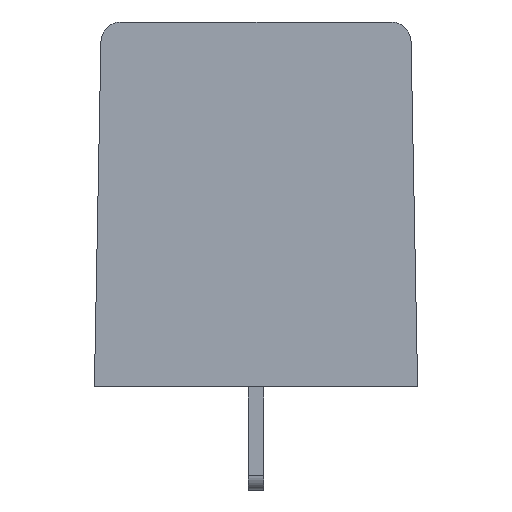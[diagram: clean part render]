
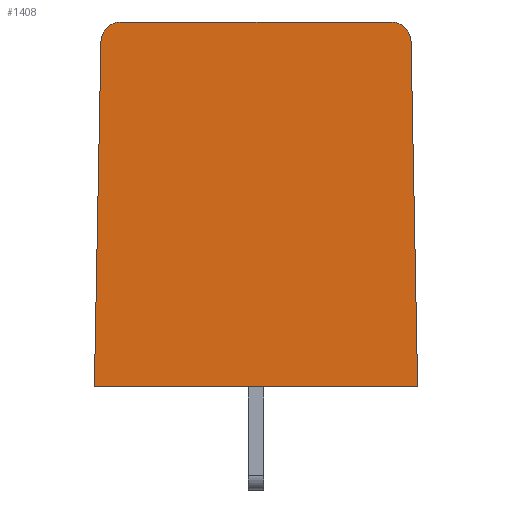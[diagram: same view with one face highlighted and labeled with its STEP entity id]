
A CAD part, left-side view. The second image highlights one B-rep face of the part: STEP entity #1408.
In plain terms, the highlighted planar face has unit normal (-1, 0, 0.011).
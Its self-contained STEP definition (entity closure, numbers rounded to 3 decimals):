
#1408=ADVANCED_FACE('',(#4134),#4136,.T.);
#4134=FACE_BOUND('',#4135,.T.);
#4135=EDGE_LOOP('',(#6476,#6477,#6478,#6479,#6480,#6481));
#4136=PLANE('',#4137);
#4137=AXIS2_PLACEMENT_3D('',#4138,#4139,#4140);
#4138=CARTESIAN_POINT('',(-10.45,8.15,0.));
#4139=DIRECTION('',(-1.,0.,0.011));
#4140=DIRECTION('',(0.,-1.,0.));
#6476=ORIENTED_EDGE('',*,*,#7822,.F.);
#6477=ORIENTED_EDGE('',*,*,#7831,.F.);
#6478=ORIENTED_EDGE('',*,*,#7829,.F.);
#6479=ORIENTED_EDGE('',*,*,#7828,.F.);
#6480=ORIENTED_EDGE('',*,*,#7825,.T.);
#6481=ORIENTED_EDGE('',*,*,#7823,.T.);
#7822=EDGE_CURVE('',#8903,#8901,#8905,.F.);
#7823=EDGE_CURVE('',#8906,#8901,#8907,.T.);
#7825=EDGE_CURVE('',#8909,#8906,#8910,.T.);
#7828=EDGE_CURVE('',#8909,#8912,#8914,.T.);
#7829=EDGE_CURVE('',#8912,#8915,#8916,.T.);
#7831=EDGE_CURVE('',#8915,#8903,#8918,.T.);
#8901=VERTEX_POINT('',#11011);
#8903=VERTEX_POINT('',#11015);
#8905=(BOUNDED_CURVE()B_SPLINE_CURVE(3,
(#11019,#11020,#11021,#11022),
.UNSPECIFIED.,.F.,.F.)B_SPLINE_CURVE_WITH_KNOTS((4,4),
(0.,1.),
.UNSPECIFIED.)CURVE()GEOMETRIC_REPRESENTATION_ITEM()RATIONAL_B_SPLINE_CURVE((1.,
0.809,0.809,1.))REPRESENTATION_ITEM(''));
#8906=VERTEX_POINT('',#11023);
#8907=LINE('',#11024,#11025);
#8909=VERTEX_POINT('',#11030);
#8910=LINE('',#11031,#11032);
#8912=VERTEX_POINT('',#11037);
#8914=LINE('',#11041,#11042);
#8915=VERTEX_POINT('',#11044);
#8916=(BOUNDED_CURVE()B_SPLINE_CURVE(3,
(#11045,#11046,#11047,#11048),
.UNSPECIFIED.,.F.,.F.)B_SPLINE_CURVE_WITH_KNOTS((4,4),
(0.,1.),
.UNSPECIFIED.)CURVE()GEOMETRIC_REPRESENTATION_ITEM()RATIONAL_B_SPLINE_CURVE((1.,
0.809,0.809,1.))REPRESENTATION_ITEM(''));
#8918=LINE('',#11052,#11053);
#11011=CARTESIAN_POINT('',(-10.261,-7.819,17.419));
#11015=CARTESIAN_POINT('',(-10.25,-6.819,18.4));
#11019=CARTESIAN_POINT('',(-10.261,-7.819,17.419));
#11020=CARTESIAN_POINT('',(-10.254,-7.808,17.996));
#11021=CARTESIAN_POINT('',(-10.25,-7.396,18.4));
#11022=CARTESIAN_POINT('',(-10.25,-6.819,18.4));
#11023=CARTESIAN_POINT('',(-10.45,-8.15,0.));
#11024=CARTESIAN_POINT('',(-10.45,-8.15,0.));
#11025=VECTOR('',#11026,1.);
#11026=DIRECTION('',(0.011,0.019,1.));
#11030=CARTESIAN_POINT('',(-10.45,8.15,0.));
#11031=CARTESIAN_POINT('',(-10.45,8.15,0.));
#11032=VECTOR('',#11033,1.);
#11033=DIRECTION('',(0.,-1.,0.));
#11037=CARTESIAN_POINT('',(-10.261,7.819,17.419));
#11041=CARTESIAN_POINT('',(-10.45,8.15,0.));
#11042=VECTOR('',#11043,1.);
#11043=DIRECTION('',(0.011,-0.019,1.));
#11044=CARTESIAN_POINT('',(-10.25,6.819,18.4));
#11045=CARTESIAN_POINT('',(-10.261,7.819,17.419));
#11046=CARTESIAN_POINT('',(-10.254,7.808,17.996));
#11047=CARTESIAN_POINT('',(-10.25,7.396,18.4));
#11048=CARTESIAN_POINT('',(-10.25,6.819,18.4));
#11052=CARTESIAN_POINT('',(-10.25,6.819,18.4));
#11053=VECTOR('',#11054,1.);
#11054=DIRECTION('',(0.,-1.,0.));
